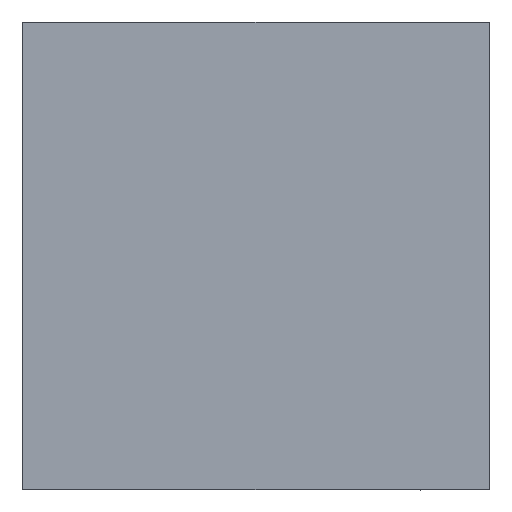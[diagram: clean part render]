
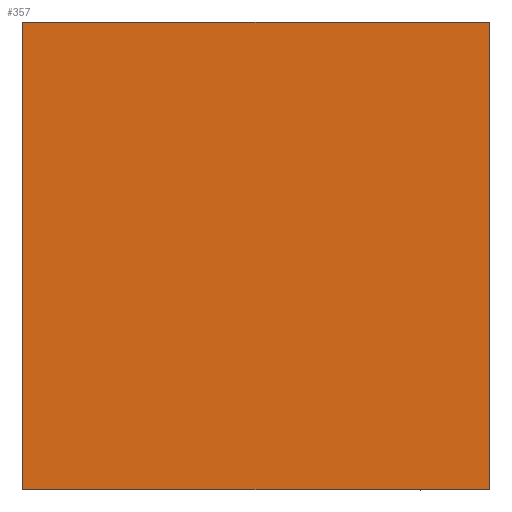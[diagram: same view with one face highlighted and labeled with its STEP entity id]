
A CAD part, top view. The second image highlights one B-rep face of the part: STEP entity #357.
In plain terms, the highlighted planar face has unit normal (0, 0, 1).
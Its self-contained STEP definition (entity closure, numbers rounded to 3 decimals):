
#357=ADVANCED_FACE('',(#828),#6780,.T.);
#828=FACE_OUTER_BOUND('',#1300,.T.);
#1300=EDGE_LOOP('',(#3022,#3023,#3024,#3025));
#3022=ORIENTED_EDGE('',*,*,#4588,.F.);
#3023=ORIENTED_EDGE('',*,*,#3736,.T.);
#3024=ORIENTED_EDGE('',*,*,#4584,.T.);
#3025=ORIENTED_EDGE('',*,*,#4587,.F.);
#3736=EDGE_CURVE('',#6017,#6018,#5007,.T.);
#4584=EDGE_CURVE('',#6018,#6517,#5751,.T.);
#4587=EDGE_CURVE('',#6534,#6517,#5754,.T.);
#4588=EDGE_CURVE('',#6017,#6534,#5755,.T.);
#5007=B_SPLINE_CURVE_WITH_KNOTS('',1,(#23452,#23453),.UNSPECIFIED.,.F.,
 .F.,(2,2),(-582.6,0.),.UNSPECIFIED.);
#5751=B_SPLINE_CURVE_WITH_KNOTS('',1,(#28429,#28430),.UNSPECIFIED.,.F.,
 .F.,(2,2),(-584.019,0.),.UNSPECIFIED.);
#5754=B_SPLINE_CURVE_WITH_KNOTS('',1,(#28442,#28443),.UNSPECIFIED.,.F.,
 .F.,(2,2),(0.,582.6),.UNSPECIFIED.);
#5755=B_SPLINE_CURVE_WITH_KNOTS('',1,(#28444,#28445),.UNSPECIFIED.,.F.,
 .F.,(2,2),(0.,584.019),.UNSPECIFIED.);
#6017=VERTEX_POINT('',#22676);
#6018=VERTEX_POINT('',#22677);
#6517=VERTEX_POINT('',#23176);
#6534=VERTEX_POINT('',#23193);
#6780=PLANE('',#7191);
#7191=AXIS2_PLACEMENT_3D('',#17902,#7233,$);
#7233=DIRECTION('',(0.,0.,1.));
#17902=CARTESIAN_POINT('',(-349.368,-116.932,860.064));
#22676=CARTESIAN_POINT('',(-290.988,-58.411,860.064));
#22677=CARTESIAN_POINT('',(291.612,-58.411,860.064));
#23176=CARTESIAN_POINT('',(291.612,525.609,860.064));
#23193=CARTESIAN_POINT('',(-290.988,525.609,860.064));
#23452=CARTESIAN_POINT('',(-290.988,-58.411,860.064));
#23453=CARTESIAN_POINT('',(291.612,-58.411,860.064));
#28429=CARTESIAN_POINT('',(291.612,-58.411,860.064));
#28430=CARTESIAN_POINT('',(291.612,525.609,860.064));
#28442=CARTESIAN_POINT('',(-290.988,525.609,860.064));
#28443=CARTESIAN_POINT('',(291.612,525.609,860.064));
#28444=CARTESIAN_POINT('',(-290.988,-58.411,860.064));
#28445=CARTESIAN_POINT('',(-290.988,525.609,860.064));
